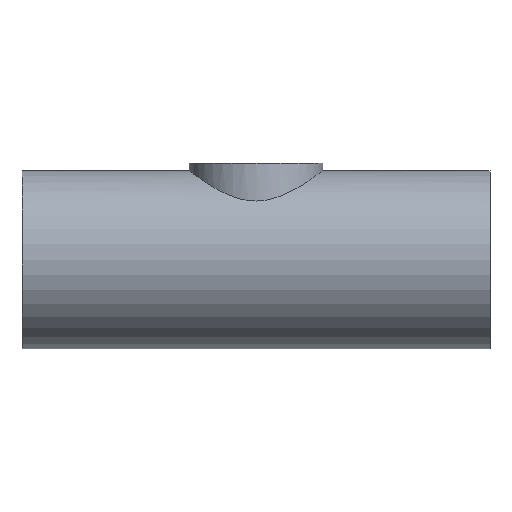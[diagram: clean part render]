
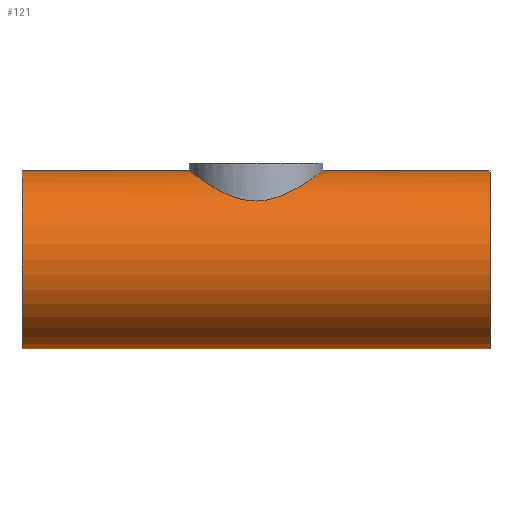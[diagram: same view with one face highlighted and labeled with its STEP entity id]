
A CAD part, front view. The second image highlights one B-rep face of the part: STEP entity #121.
In plain terms, the highlighted cylindrical face has radius 50.8 mm (diameter 101.6 mm), a full revolution.
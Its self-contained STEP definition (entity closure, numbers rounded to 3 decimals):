
#21=FACE_BOUND('',#39,.T.);
#28=FACE_OUTER_BOUND('',#38,.T.);
#38=EDGE_LOOP('',(#104,#105,#106,#107));
#39=EDGE_LOOP('',(#108,#109));
#46=CIRCLE('',#152,50.8);
#47=CIRCLE('',#154,50.8);
#51=LINE('',#350,#55);
#55=VECTOR('',#185,50.8);
#58=B_SPLINE_CURVE_WITH_KNOTS('',3,(#275,#276,#277,#278,#279,#280,#281,
#282,#283,#284,#285,#286,#287,#288,#289,#290,#291,#292),.UNSPECIFIED.,.F.,
 .F.,(4,2,2,2,2,2,2,2,4),(0.,0.769,1.538,2.306,
3.075,3.827,4.58,5.332,6.085),
 .UNSPECIFIED.);
#59=B_SPLINE_CURVE_WITH_KNOTS('',3,(#293,#294,#295,#296,#297,#298,#299,
#300,#301,#302,#303,#304,#305,#306,#307,#308,#309,#310,#311,#312,#313,#314,
#315,#316,#317,#318,#319,#320,#321,#322,#323,#324,#325,#326,#327,#328,#329,
#330,#331,#332,#333,#334,#335,#336,#337,#338,#339,#340,#341,#342),
 .UNSPECIFIED.,.F.,.F.,(4,2,2,2,2,2,2,2,2,2,2,2,2,2,2,2,2,2,2,2,2,2,2,2,
4),(6.085,6.837,7.59,8.342,
9.095,9.863,10.632,11.401,12.17,
12.938,13.707,14.476,15.245,15.997,
16.75,17.502,18.255,19.007,19.759,
20.512,21.264,22.033,22.802,23.571,
24.339),.UNSPECIFIED.);
#66=VERTEX_POINT('',#272);
#67=VERTEX_POINT('',#274);
#68=VERTEX_POINT('',#345);
#69=VERTEX_POINT('',#348);
#79=EDGE_CURVE('',#67,#66,#58,.T.);
#80=EDGE_CURVE('',#66,#67,#59,.T.);
#81=EDGE_CURVE('',#68,#68,#46,.T.);
#82=EDGE_CURVE('',#69,#69,#47,.T.);
#83=EDGE_CURVE('',#69,#68,#51,.T.);
#104=ORIENTED_EDGE('',*,*,#82,.F.);
#105=ORIENTED_EDGE('',*,*,#83,.T.);
#106=ORIENTED_EDGE('',*,*,#81,.F.);
#107=ORIENTED_EDGE('',*,*,#83,.F.);
#108=ORIENTED_EDGE('',*,*,#79,.T.);
#109=ORIENTED_EDGE('',*,*,#80,.T.);
#115=CYLINDRICAL_SURFACE('',#153,50.8);
#121=ADVANCED_FACE('',(#28,#21),#115,.T.);
#152=AXIS2_PLACEMENT_3D('',#346,#179,#180);
#153=AXIS2_PLACEMENT_3D('',#347,#181,#182);
#154=AXIS2_PLACEMENT_3D('',#349,#183,#184);
#179=DIRECTION('center_axis',(-1.,0.,0.));
#180=DIRECTION('ref_axis',(0.,1.,0.));
#181=DIRECTION('center_axis',(1.,0.,0.));
#182=DIRECTION('ref_axis',(0.,1.,0.));
#183=DIRECTION('center_axis',(1.,0.,0.));
#184=DIRECTION('ref_axis',(0.,1.,0.));
#185=DIRECTION('',(-1.,0.,0.));
#272=CARTESIAN_POINT('',(-38.15,0.,50.8));
#274=CARTESIAN_POINT('',(0.,-38.15,33.544));
#275=CARTESIAN_POINT('Ctrl Pts',(0.,-38.15,33.544));
#276=CARTESIAN_POINT('Ctrl Pts',(-2.563,-38.15,33.544));
#277=CARTESIAN_POINT('Ctrl Pts',(-5.134,-37.889,33.847));
#278=CARTESIAN_POINT('Ctrl Pts',(-10.142,-36.866,34.959));
#279=CARTESIAN_POINT('Ctrl Pts',(-12.58,-36.104,35.763));
#280=CARTESIAN_POINT('Ctrl Pts',(-17.207,-34.142,37.641));
#281=CARTESIAN_POINT('Ctrl Pts',(-19.401,-32.94,38.713));
#282=CARTESIAN_POINT('Ctrl Pts',(-23.457,-30.186,40.897));
#283=CARTESIAN_POINT('Ctrl Pts',(-25.32,-28.633,42.007));
#284=CARTESIAN_POINT('Ctrl Pts',(-28.598,-25.355,44.062));
#285=CARTESIAN_POINT('Ctrl Pts',(-30.143,-23.512,45.087));
#286=CARTESIAN_POINT('Ctrl Pts',(-32.907,-19.457,46.979));
#287=CARTESIAN_POINT('Ctrl Pts',(-34.125,-17.244,47.846));
#288=CARTESIAN_POINT('Ctrl Pts',(-36.11,-12.567,49.282));
#289=CARTESIAN_POINT('Ctrl Pts',(-36.879,-10.099,49.851));
#290=CARTESIAN_POINT('Ctrl Pts',(-37.899,-5.069,50.61));
#291=CARTESIAN_POINT('Ctrl Pts',(-38.15,-2.508,50.8));
#292=CARTESIAN_POINT('Ctrl Pts',(-38.15,0.,50.8));
#293=CARTESIAN_POINT('Ctrl Pts',(-38.15,0.,50.8));
#294=CARTESIAN_POINT('Ctrl Pts',(-38.15,2.508,50.8));
#295=CARTESIAN_POINT('Ctrl Pts',(-37.899,5.069,50.61));
#296=CARTESIAN_POINT('Ctrl Pts',(-36.879,10.099,49.851));
#297=CARTESIAN_POINT('Ctrl Pts',(-36.11,12.567,49.282));
#298=CARTESIAN_POINT('Ctrl Pts',(-34.125,17.244,47.846));
#299=CARTESIAN_POINT('Ctrl Pts',(-32.907,19.457,46.979));
#300=CARTESIAN_POINT('Ctrl Pts',(-30.143,23.512,45.087));
#301=CARTESIAN_POINT('Ctrl Pts',(-28.598,25.355,44.062));
#302=CARTESIAN_POINT('Ctrl Pts',(-25.32,28.633,42.007));
#303=CARTESIAN_POINT('Ctrl Pts',(-23.457,30.186,40.897));
#304=CARTESIAN_POINT('Ctrl Pts',(-19.401,32.94,38.713));
#305=CARTESIAN_POINT('Ctrl Pts',(-17.207,34.142,37.641));
#306=CARTESIAN_POINT('Ctrl Pts',(-12.58,36.104,35.763));
#307=CARTESIAN_POINT('Ctrl Pts',(-10.142,36.866,34.959));
#308=CARTESIAN_POINT('Ctrl Pts',(-5.134,37.889,33.847));
#309=CARTESIAN_POINT('Ctrl Pts',(-2.563,38.15,33.544));
#310=CARTESIAN_POINT('Ctrl Pts',(2.563,38.15,33.544));
#311=CARTESIAN_POINT('Ctrl Pts',(5.134,37.889,33.847));
#312=CARTESIAN_POINT('Ctrl Pts',(10.142,36.866,34.959));
#313=CARTESIAN_POINT('Ctrl Pts',(12.58,36.104,35.763));
#314=CARTESIAN_POINT('Ctrl Pts',(17.207,34.142,37.641));
#315=CARTESIAN_POINT('Ctrl Pts',(19.401,32.94,38.713));
#316=CARTESIAN_POINT('Ctrl Pts',(23.457,30.186,40.897));
#317=CARTESIAN_POINT('Ctrl Pts',(25.32,28.633,42.007));
#318=CARTESIAN_POINT('Ctrl Pts',(28.598,25.355,44.062));
#319=CARTESIAN_POINT('Ctrl Pts',(30.143,23.512,45.087));
#320=CARTESIAN_POINT('Ctrl Pts',(32.907,19.457,46.979));
#321=CARTESIAN_POINT('Ctrl Pts',(34.125,17.244,47.846));
#322=CARTESIAN_POINT('Ctrl Pts',(36.11,12.567,49.282));
#323=CARTESIAN_POINT('Ctrl Pts',(36.879,10.099,49.851));
#324=CARTESIAN_POINT('Ctrl Pts',(37.899,5.069,50.61));
#325=CARTESIAN_POINT('Ctrl Pts',(38.15,2.508,50.8));
#326=CARTESIAN_POINT('Ctrl Pts',(38.15,-2.508,50.8));
#327=CARTESIAN_POINT('Ctrl Pts',(37.899,-5.069,50.61));
#328=CARTESIAN_POINT('Ctrl Pts',(36.879,-10.099,49.851));
#329=CARTESIAN_POINT('Ctrl Pts',(36.11,-12.567,49.282));
#330=CARTESIAN_POINT('Ctrl Pts',(34.125,-17.244,47.846));
#331=CARTESIAN_POINT('Ctrl Pts',(32.907,-19.457,46.979));
#332=CARTESIAN_POINT('Ctrl Pts',(30.143,-23.512,45.087));
#333=CARTESIAN_POINT('Ctrl Pts',(28.598,-25.355,44.062));
#334=CARTESIAN_POINT('Ctrl Pts',(25.32,-28.633,42.007));
#335=CARTESIAN_POINT('Ctrl Pts',(23.457,-30.186,40.897));
#336=CARTESIAN_POINT('Ctrl Pts',(19.401,-32.94,38.713));
#337=CARTESIAN_POINT('Ctrl Pts',(17.207,-34.142,37.641));
#338=CARTESIAN_POINT('Ctrl Pts',(12.58,-36.104,35.763));
#339=CARTESIAN_POINT('Ctrl Pts',(10.142,-36.866,34.959));
#340=CARTESIAN_POINT('Ctrl Pts',(5.134,-37.889,33.847));
#341=CARTESIAN_POINT('Ctrl Pts',(2.563,-38.15,33.544));
#342=CARTESIAN_POINT('Ctrl Pts',(0.,-38.15,33.544));
#345=CARTESIAN_POINT('',(-133.4,-50.8,0.));
#346=CARTESIAN_POINT('Origin',(-133.4,0.,0.));
#347=CARTESIAN_POINT('Origin',(0.,0.,0.));
#348=CARTESIAN_POINT('',(133.4,-50.8,0.));
#349=CARTESIAN_POINT('Origin',(133.4,0.,0.));
#350=CARTESIAN_POINT('',(0.,-50.8,0.));
